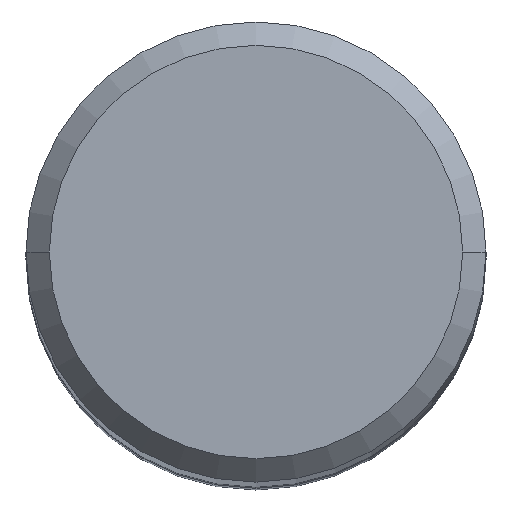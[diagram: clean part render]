
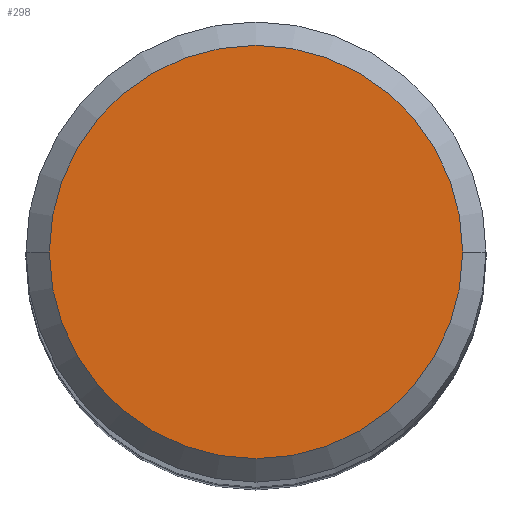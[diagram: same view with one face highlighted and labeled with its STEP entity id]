
A CAD part, top view. The second image highlights one B-rep face of the part: STEP entity #298.
In plain terms, the highlighted planar face has unit normal (0, 0, 1).
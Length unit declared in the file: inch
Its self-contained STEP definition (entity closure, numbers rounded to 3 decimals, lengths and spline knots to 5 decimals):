
#28 = EDGE_CURVE ( 'NONE', #167, #265, #44, .T. ) ;
#39 = ORIENTED_EDGE ( 'NONE', *, *, #492, .T. ) ;
#44 = CIRCLE ( 'NONE', #110, 0.17685 ) ;
#69 = FACE_OUTER_BOUND ( 'NONE', #345, .T. ) ;
#73 = AXIS2_PLACEMENT_3D ( 'NONE', #373, #237, #247 ) ;
#110 = AXIS2_PLACEMENT_3D ( 'NONE', #138, #133, #445 ) ;
#116 = CARTESIAN_POINT ( 'NONE',  ( -0.17685, 0., 0. ) ) ;
#124 = DIRECTION ( 'NONE',  ( 0., 0., 1. ) ) ;
#133 = DIRECTION ( 'NONE',  ( 0., 0., 1. ) ) ;
#137 = CIRCLE ( 'NONE', #424, 0.17685 ) ;
#138 = CARTESIAN_POINT ( 'NONE',  ( 0., 0., 0. ) ) ;
#167 = VERTEX_POINT ( 'NONE', #116 ) ;
#191 = PLANE ( 'NONE',  #73 ) ;
#237 = DIRECTION ( 'NONE',  ( 0., 0., -1. ) ) ;
#247 = DIRECTION ( 'NONE',  ( -1., 0., 0. ) ) ;
#260 = ORIENTED_EDGE ( 'NONE', *, *, #28, .T. ) ;
#265 = VERTEX_POINT ( 'NONE', #544 ) ;
#298 = ADVANCED_FACE ( 'NONE', ( #69 ), #191, .F. ) ;
#306 = DIRECTION ( 'NONE',  ( 1., 0., 0. ) ) ;
#345 = EDGE_LOOP ( 'NONE', ( #260, #39 ) ) ;
#373 = CARTESIAN_POINT ( 'NONE',  ( 0., 0.17685, 0. ) ) ;
#424 = AXIS2_PLACEMENT_3D ( 'NONE', #430, #124, #306 ) ;
#430 = CARTESIAN_POINT ( 'NONE',  ( 0., 0., 0. ) ) ;
#445 = DIRECTION ( 'NONE',  ( 1., 0., 0. ) ) ;
#492 = EDGE_CURVE ( 'NONE', #265, #167, #137, .T. ) ;
#544 = CARTESIAN_POINT ( 'NONE',  ( 0.17685, 0., 0. ) ) ;
